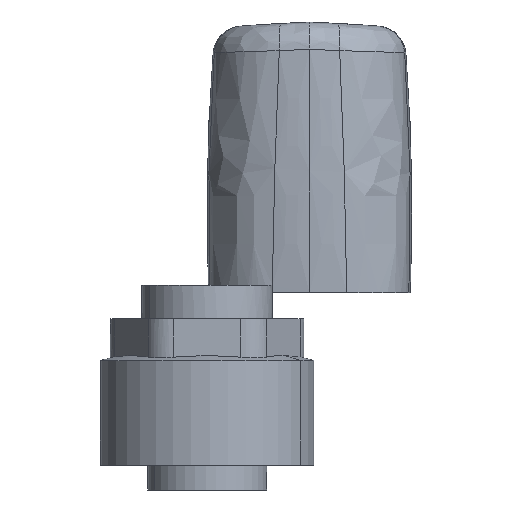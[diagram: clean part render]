
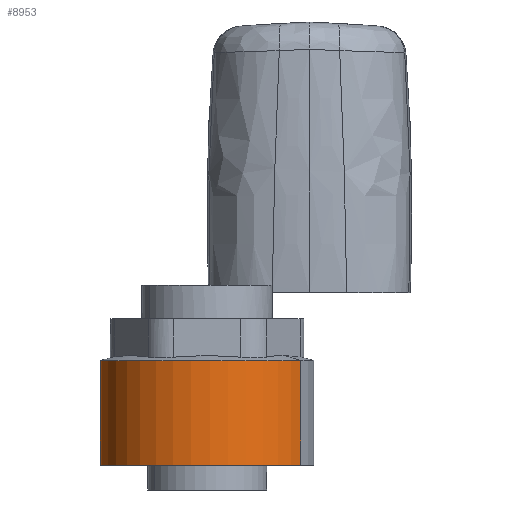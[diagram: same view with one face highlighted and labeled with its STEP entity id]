
A CAD part, front view. The second image highlights one B-rep face of the part: STEP entity #8953.
In plain terms, the highlighted cylindrical face has radius 7.3 mm (diameter 14.6 mm), a partial arc.
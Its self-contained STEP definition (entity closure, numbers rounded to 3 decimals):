
#3181 = VERTEX_POINT('',#3182);
#3182 = CARTESIAN_POINT('',(0.893,10.799,8.852)
  );
#3188 = EDGE_CURVE('',#3189,#3181,#3191,.T.);
#3189 = VERTEX_POINT('',#3190);
#3190 = CARTESIAN_POINT('',(13.707,3.801,8.852));
#3191 = CIRCLE('',#3192,7.3);
#3192 = AXIS2_PLACEMENT_3D('',#3193,#3194,#3195);
#3193 = CARTESIAN_POINT('',(7.3,7.3,8.852));
#3194 = DIRECTION('',(0.,0.,-1.));
#3195 = DIRECTION('',(-1.,0.,0.));
#8953 = ADVANCED_FACE('',(#8954),#8980,.T.);
#8954 = FACE_BOUND('',#8955,.T.);
#8955 = EDGE_LOOP('',(#8956,#8967,#8973,#8974));
#8956 = ORIENTED_EDGE('',*,*,#8957,.F.);
#8957 = EDGE_CURVE('',#8958,#8960,#8962,.T.);
#8958 = VERTEX_POINT('',#8959);
#8959 = CARTESIAN_POINT('',(13.707,3.801,1.7));
#8960 = VERTEX_POINT('',#8961);
#8961 = CARTESIAN_POINT('',(0.893,10.799,1.7));
#8962 = CIRCLE('',#8963,7.3);
#8963 = AXIS2_PLACEMENT_3D('',#8964,#8965,#8966);
#8964 = CARTESIAN_POINT('',(7.3,7.3,1.7));
#8965 = DIRECTION('',(0.,0.,-1.));
#8966 = DIRECTION('',(-1.,0.,0.));
#8967 = ORIENTED_EDGE('',*,*,#8968,.F.);
#8968 = EDGE_CURVE('',#3189,#8958,#8969,.T.);
#8969 = LINE('',#8970,#8971);
#8970 = CARTESIAN_POINT('',(13.707,3.801,5.276));
#8971 = VECTOR('',#8972,1.);
#8972 = DIRECTION('',(0.,0.,-1.));
#8973 = ORIENTED_EDGE('',*,*,#3188,.T.);
#8974 = ORIENTED_EDGE('',*,*,#8975,.T.);
#8975 = EDGE_CURVE('',#3181,#8960,#8976,.T.);
#8976 = LINE('',#8977,#8978);
#8977 = CARTESIAN_POINT('',(0.893,10.799,5.276)
  );
#8978 = VECTOR('',#8979,1.);
#8979 = DIRECTION('',(0.,0.,-1.));
#8980 = CYLINDRICAL_SURFACE('',#8981,7.3);
#8981 = AXIS2_PLACEMENT_3D('',#8982,#8983,#8984);
#8982 = CARTESIAN_POINT('',(7.3,7.3,6.7));
#8983 = DIRECTION('',(0.,0.,-1.));
#8984 = DIRECTION('',(-0.878,0.479,0.)
  );
